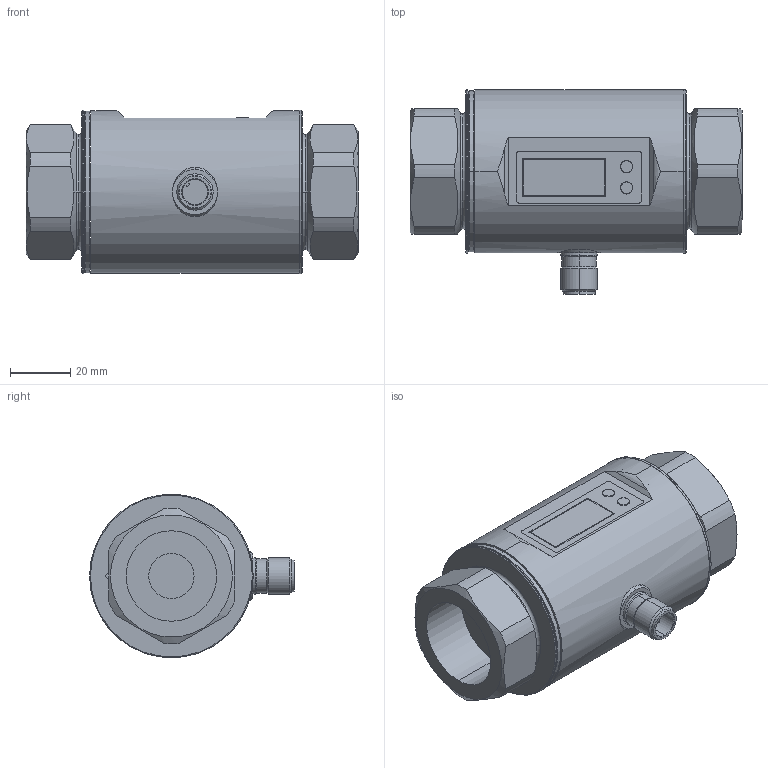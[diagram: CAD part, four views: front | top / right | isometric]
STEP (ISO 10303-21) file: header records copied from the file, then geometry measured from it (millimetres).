
FILE_DESCRIPTION (( 'STEP AP214' ), '1' );
FILE_NAME ('FMM100-1002.STEP', '2015-11-04T12:27:04', ( '' ), ( '' ), 'SwSTEP 2.0', 'SolidWorks 2015', '' );
FILE_SCHEMA (( 'AUTOMOTIVE_DESIGN' ));
Length unit declared in the file: millimetre
Products named in the file (1): FMM100-1002
Bounding box: 109.99 x 67.85 x 54.2 mm (x, y, z)
Volume: 62314.3 mm3; surface area: 62669.1 mm2
Topology: 11 solids, 12 shells, 214 faces, 485 edges, 308 vertices
Faces by surface type: cylinder 85, plane 84, cone 31, torus 14
Entity records: 6441 total; most frequent: CARTESIAN_POINT 1368, DIRECTION 1105, ORIENTED_EDGE 962, EDGE_CURVE 481, AXIS2_PLACEMENT_3D 453, VERTEX_POINT 308, EDGE_LOOP 245, CIRCLE 238
